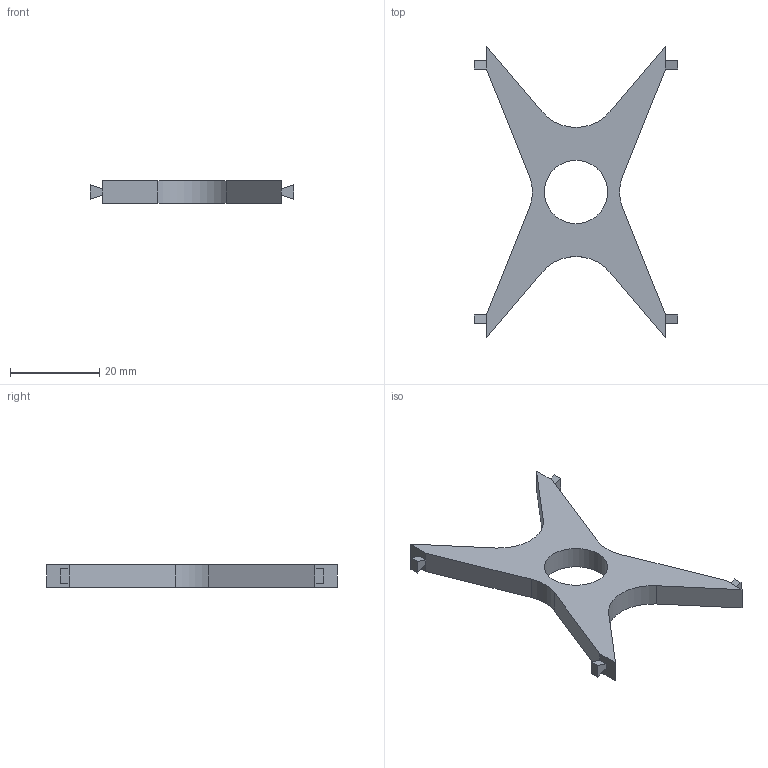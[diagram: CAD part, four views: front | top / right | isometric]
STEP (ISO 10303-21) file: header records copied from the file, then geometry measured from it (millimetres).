
FILE_DESCRIPTION(/* description */ (''),/* implementation_level */ '2;1');
FILE_NAME(/* name */ 'c3343ef8-613a-4252-8cca-8e08a4a36f61.stp',/* time_stamp */ '2019-01-08T13:18:51+00:00',/* author */ (''),/* organization */ (''),/* preprocessor_version */ 'ST-DEVELOPER v17.2',/* originating_system */ 'Autodesk Translation Framework v7.6.0.251',/* authorisation */ '');
FILE_SCHEMA (('AUTOMOTIVE_DESIGN { 1 0 10303 214 3 1 1 }'));
Length unit declared in the file: millimetre
Products named in the file (1): x beam
Bounding box: 45.4 x 65 x 5 mm (x, y, z)
Volume: 4860.9 mm3; surface area: 3500.5 mm2
Topology: 1 solids, 1 shells, 39 faces, 103 edges, 66 vertices
Faces by surface type: plane 34, cylinder 5
Full cylindrical faces by diameter (mm): 14.2 x1
Entity records: 1227 total; most frequent: CARTESIAN_POINT 209, ORIENTED_EDGE 206, DIRECTION 193, EDGE_CURVE 103, LINE 93, VECTOR 93, VERTEX_POINT 66, AXIS2_PLACEMENT_3D 50
